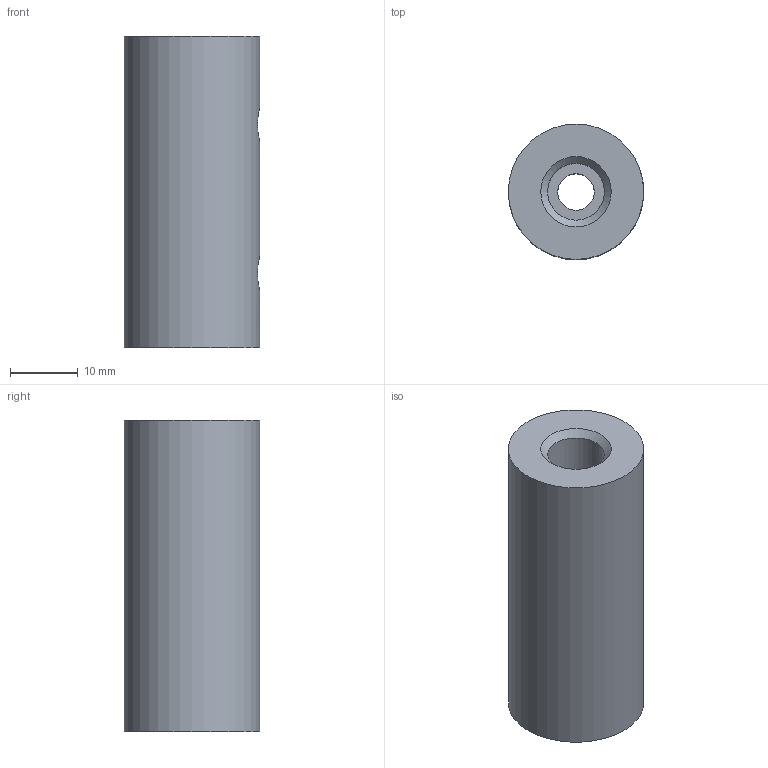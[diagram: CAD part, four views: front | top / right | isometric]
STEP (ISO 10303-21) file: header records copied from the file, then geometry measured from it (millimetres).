
FILE_DESCRIPTION(('FreeCAD Model'),'2;1');
FILE_NAME('Open CASCADE Shape Model','2025-06-01T21:44:37',(''),(''), 'Open CASCADE STEP processor 7.8','FreeCAD','Unknown');
FILE_SCHEMA(('AUTOMOTIVE_DESIGN { 1 0 10303 214 1 1 1 1 }'));
Length unit declared in the file: millimetre
Products named in the file (1): Body
Bounding box: 20 x 20 x 46 mm (x, y, z)
Volume: 12406.4 mm3; surface area: 4601.5 mm2
Topology: 1 solids, 1 shells, 14 faces, 37 edges, 24 vertices
Faces by surface type: cylinder 7, plane 5, cone 2
Full cylindrical faces by diameter (mm): 3.2 x2, 5 x2, 5.4 x1, 8.4 x1, 20 x1
Entity records: 755 total; most frequent: CARTESIAN_POINT 384, ORIENTED_EDGE 74, DIRECTION 67, EDGE_CURVE 37, AXIS2_PLACEMENT_3D 27, VERTEX_POINT 24, FACE_BOUND 19, EDGE_LOOP 19
